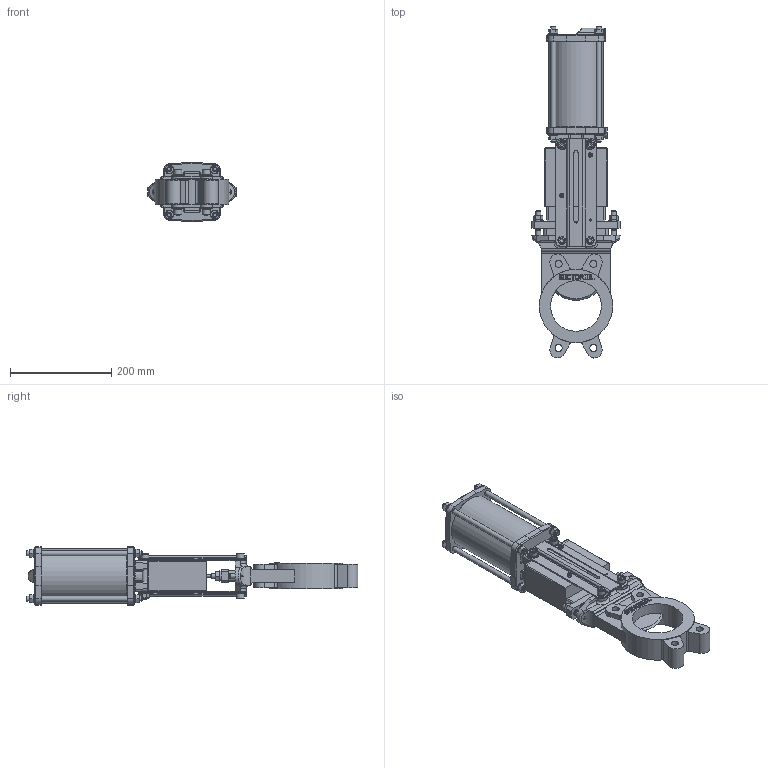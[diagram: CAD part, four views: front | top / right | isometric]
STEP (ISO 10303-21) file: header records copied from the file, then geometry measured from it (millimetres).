
FILE_DESCRIPTION(/* description */ (''),/* implementation_level */ '2;1');
FILE_NAME(/* name */ 'S170-172-176-178-VG-PN-DN100.stp',/* time_stamp */ '2015-01-06T14:46:56+01:00',/* author */ ('fballet'),/* organization */ (''),/* preprocessor_version */ 'ST-DEVELOPER v15.2',/* originating_system */ 'Autodesk Inventor 2014',/* authorisation */ '');
FILE_SCHEMA (('AUTOMOTIVE_DESIGN { 1 0 10303 214 3 1 1 }'));
Length unit declared in the file: millimetre
Products named in the file (1): S170-172-176-178-VG-PN-DN100
Bounding box: 175 x 656.29 x 115 mm (x, y, z)
Volume: 4151071.4 mm3; surface area: 407491.4 mm2
Topology: 13 solids, 13 shells, 1205 faces, 3068 edges, 1950 vertices
Faces by surface type: plane 573, cylinder 323, cone 185, bspline 100, torus 22, sphere 2
Full cylindrical faces by diameter (mm): 3.5 x2, 4.2 x3, 8.5 x14, 10 x27, 10.2 x14, 10.5 x18, 12 x2, 14 x6, 15.4 x14, 16 x6, 20 x5, 100 x1, 107 x1, 145 x1
Entity records: 42334 total; most frequent: CARTESIAN_POINT 13947, ORIENTED_EDGE 5784, DIRECTION 5543, EDGE_CURVE 2892, AXIS2_PLACEMENT_3D 2107, VERTEX_POINT 1904, EDGE_LOOP 1470, LINE 1329
